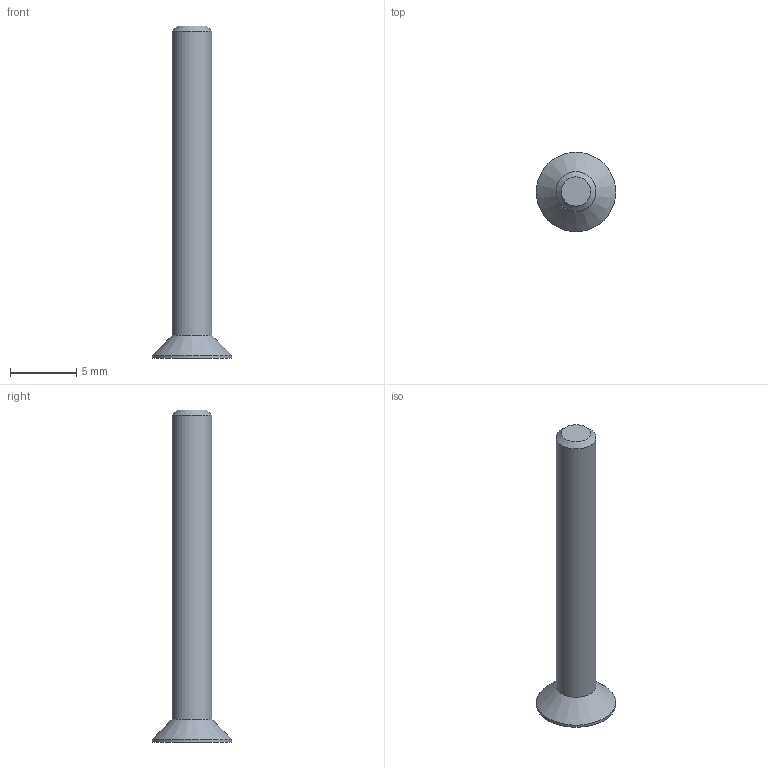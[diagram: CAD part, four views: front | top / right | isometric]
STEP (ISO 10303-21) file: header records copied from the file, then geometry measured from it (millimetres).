
FILE_DESCRIPTION(/* description */ (''),/* implementation_level */ '2;1');
FILE_NAME(/* name */ 'M3x25 FHCS.step',/* time_stamp */ '2023-12-05T23:16:26-03:00',/* author */ (''),/* organization */ (''),/* preprocessor_version */ 'ST-DEVELOPER v20',/* originating_system */ 'Autodesk Translation Framework v12.14.0.127',/* authorisation */ '');
FILE_SCHEMA (('AUTOMOTIVE_DESIGN { 1 0 10303 214 3 1 1 }'));
Length unit declared in the file: millimetre
Products named in the file (2): M3x25 FHCS; M3x25 FHCS_1
Assembly tree (1 placements, depth 2):
  M3x25 FHCS
    M3x25 FHCS_1
Bounding box: 6 x 6 x 25 mm (x, y, z)
Volume: 190.2 mm3; surface area: 294.1 mm2
Topology: 1 solids, 1 shells, 19 faces, 36 edges, 20 vertices
Faces by surface type: plane 9, cone 8, cylinder 2
Full cylindrical faces by diameter (mm): 3 x1, 6 x1
Entity records: 522 total; most frequent: CARTESIAN_POINT 90, DIRECTION 88, ORIENTED_EDGE 72, EDGE_CURVE 36, AXIS2_PLACEMENT_3D 36, EDGE_LOOP 20, VERTEX_POINT 20, FACE_OUTER_BOUND 19
